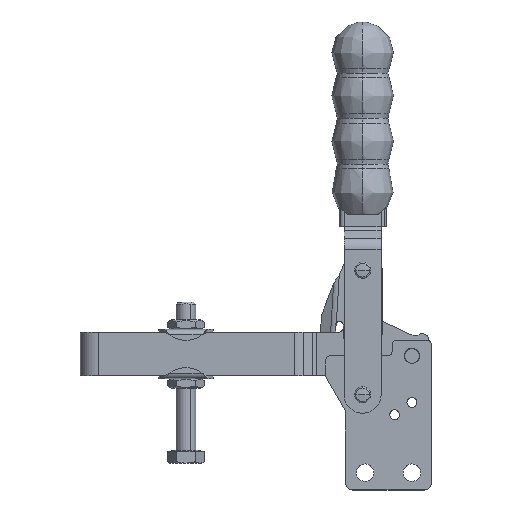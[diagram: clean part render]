
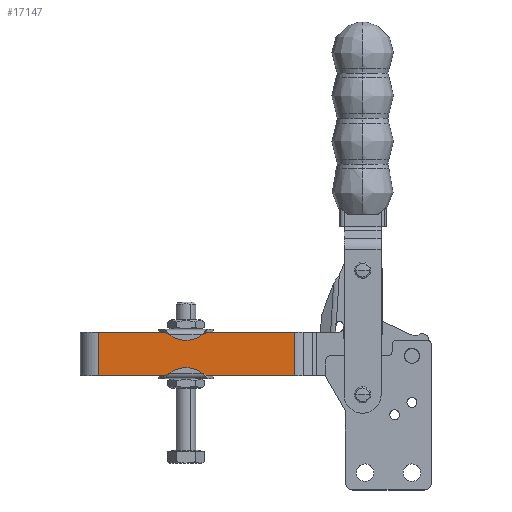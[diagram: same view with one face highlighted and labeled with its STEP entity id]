
A CAD part, top view. The second image highlights one B-rep face of the part: STEP entity #17147.
In plain terms, the highlighted planar face has unit normal (0, 0, 1).
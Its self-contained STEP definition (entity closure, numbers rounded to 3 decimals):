
#17007=CARTESIAN_POINT('',(-100.318,44.761,13.456));
#17008=VERTEX_POINT('',#17007);
#17026=CARTESIAN_POINT('',(-100.187,27.261,13.456));
#17027=VERTEX_POINT('',#17026);
#17035=CARTESIAN_POINT('',(-100.318,44.761,13.456));
#17036=DIRECTION('',(0.007,-1.,0.0));
#17037=VECTOR('',#17036,17.5);
#17038=LINE('',#17035,#17037);
#17039=EDGE_CURVE('',#17008,#17027,#17038,.T.);
#17117=CARTESIAN_POINT('',(-92.532,36.069,13.456));
#17118=DIRECTION('',(0.0,0.0,1.0));
#17119=DIRECTION('',(1.,0.007,0.0));
#17120=AXIS2_PLACEMENT_3D('',#17117,#17118,#17119);
#17121=PLANE('',#17120);
#17122=ORIENTED_EDGE('',*,*,#17039,.T.);
#17123=CARTESIAN_POINT('',(-20.518,27.858,13.456));
#17124=VERTEX_POINT('',#17123);
#17125=CARTESIAN_POINT('',(-100.187,27.261,13.456));
#17126=DIRECTION('',(1.,0.007,0.0));
#17127=VECTOR('',#17126,79.671);
#17128=LINE('',#17125,#17127);
#17129=EDGE_CURVE('',#17027,#17124,#17128,.T.);
#17130=ORIENTED_EDGE('',*,*,#17129,.T.);
#17131=CARTESIAN_POINT('',(-20.649,45.357,13.456));
#17132=VERTEX_POINT('',#17131);
#17133=CARTESIAN_POINT('',(-20.518,27.858,13.456));
#17134=DIRECTION('',(-0.007,1.,0.0));
#17135=VECTOR('',#17134,17.5);
#17136=LINE('',#17133,#17135);
#17137=EDGE_CURVE('',#17124,#17132,#17136,.T.);
#17138=ORIENTED_EDGE('',*,*,#17137,.T.);
#17139=CARTESIAN_POINT('',(-20.649,45.357,13.456));
#17140=DIRECTION('',(-1.,-0.007,0.0));
#17141=VECTOR('',#17140,79.671);
#17142=LINE('',#17139,#17141);
#17143=EDGE_CURVE('',#17132,#17008,#17142,.T.);
#17144=ORIENTED_EDGE('',*,*,#17143,.T.);
#17145=EDGE_LOOP('',(#17122,#17130,#17138,#17144));
#17146=FACE_OUTER_BOUND('',#17145,.T.);
#17147=ADVANCED_FACE('',(#17146),#17121,.T.);
